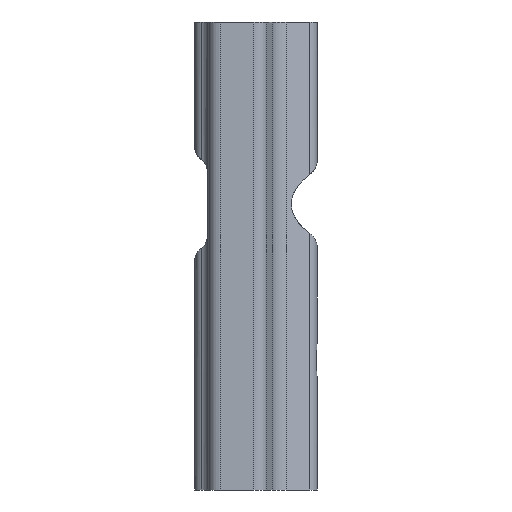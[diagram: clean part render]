
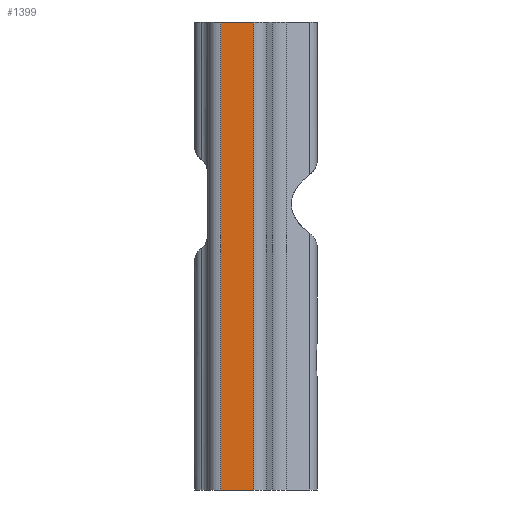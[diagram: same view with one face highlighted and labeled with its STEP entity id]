
A CAD part, left-side view. The second image highlights one B-rep face of the part: STEP entity #1399.
In plain terms, the highlighted planar face has unit normal (-1, 0, 0).
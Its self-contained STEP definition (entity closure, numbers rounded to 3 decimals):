
#159 = DIRECTION ( 'NONE',  ( 0., 0., -1. ) ) ;
#226 = DIRECTION ( 'NONE',  ( 0., 0., 1. ) ) ;
#229 = CARTESIAN_POINT ( 'NONE',  ( -4., -2.271, 0. ) ) ;
#230 = EDGE_CURVE ( 'NONE', #735, #1022, #1313, .T. ) ;
#274 = ORIENTED_EDGE ( 'NONE', *, *, #1138, .F. ) ;
#304 = VERTEX_POINT ( 'NONE', #387 ) ;
#309 = EDGE_CURVE ( 'NONE', #696, #304, #865, .T. ) ;
#387 = CARTESIAN_POINT ( 'NONE',  ( -4., -1., 0. ) ) ;
#393 = ORIENTED_EDGE ( 'NONE', *, *, #230, .T. ) ;
#405 = PLANE ( 'NONE',  #1235 ) ;
#419 = LINE ( 'NONE', #585, #1273 ) ;
#436 = EDGE_LOOP ( 'NONE', ( #699, #393, #274, #546 ) ) ;
#546 = ORIENTED_EDGE ( 'NONE', *, *, #309, .T. ) ;
#585 = CARTESIAN_POINT ( 'NONE',  ( -4., -0.5, 18. ) ) ;
#630 = DIRECTION ( 'NONE',  ( 1., 0., 0. ) ) ;
#671 = CARTESIAN_POINT ( 'NONE',  ( -4., -2.271, 18. ) ) ;
#696 = VERTEX_POINT ( 'NONE', #1500 ) ;
#699 = ORIENTED_EDGE ( 'NONE', *, *, #1107, .T. ) ;
#735 = VERTEX_POINT ( 'NONE', #229 ) ;
#865 = LINE ( 'NONE', #976, #972 ) ;
#972 = VECTOR ( 'NONE', #159, 1000. ) ;
#976 = CARTESIAN_POINT ( 'NONE',  ( -4., -1., 18. ) ) ;
#1022 = VERTEX_POINT ( 'NONE', #671 ) ;
#1032 = VECTOR ( 'NONE', #1165, 1000. ) ;
#1041 = CARTESIAN_POINT ( 'NONE',  ( -4., -0.5, 0. ) ) ;
#1107 = EDGE_CURVE ( 'NONE', #304, #735, #1343, .T. ) ;
#1138 = EDGE_CURVE ( 'NONE', #696, #1022, #419, .T. ) ;
#1157 = FACE_OUTER_BOUND ( 'NONE', #436, .T. ) ;
#1165 = DIRECTION ( 'NONE',  ( 0., -1., 0. ) ) ;
#1175 = DIRECTION ( 'NONE',  ( 0., -1., 0. ) ) ;
#1221 = CARTESIAN_POINT ( 'NONE',  ( -4., -0.5, 18. ) ) ;
#1235 = AXIS2_PLACEMENT_3D ( 'NONE', #1221, #630, #1455 ) ;
#1273 = VECTOR ( 'NONE', #1175, 1000. ) ;
#1278 = VECTOR ( 'NONE', #226, 1000. ) ;
#1313 = LINE ( 'NONE', #1499, #1278 ) ;
#1343 = LINE ( 'NONE', #1041, #1032 ) ;
#1399 = ADVANCED_FACE ( 'NONE', ( #1157 ), #405, .F. ) ;
#1455 = DIRECTION ( 'NONE',  ( 0., 0., -1. ) ) ;
#1499 = CARTESIAN_POINT ( 'NONE',  ( -4., -2.271, 18. ) ) ;
#1500 = CARTESIAN_POINT ( 'NONE',  ( -4., -1., 18. ) ) ;
